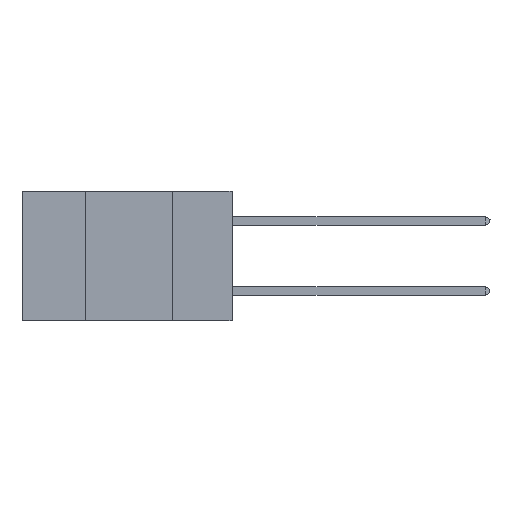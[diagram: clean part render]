
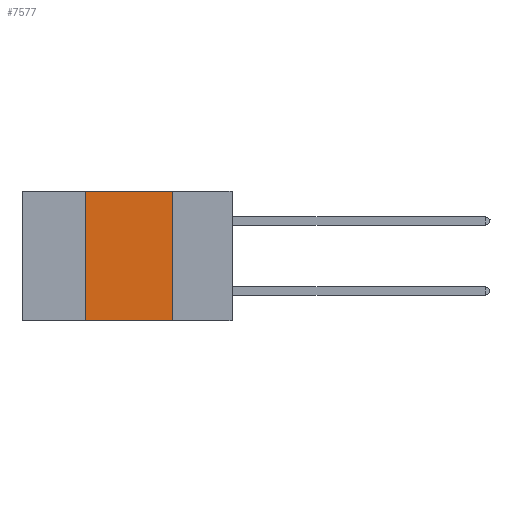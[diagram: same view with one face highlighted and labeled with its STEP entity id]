
A CAD part, left-side view. The second image highlights one B-rep face of the part: STEP entity #7577.
In plain terms, the highlighted planar face has unit normal (-1, 0, 0).
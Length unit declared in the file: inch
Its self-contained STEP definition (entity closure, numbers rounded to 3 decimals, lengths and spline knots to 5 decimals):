
#800 = VECTOR ( 'NONE', #19799, 39.37008 ) ;
#1407 = LINE ( 'NONE', #12133, #800 ) ;
#2088 = VERTEX_POINT ( 'NONE', #16117 ) ;
#2684 = DIRECTION ( 'NONE',  ( 0., -1., 0. ) ) ;
#2801 = VECTOR ( 'NONE', #2684, 39.37008 ) ;
#4710 = LINE ( 'NONE', #8147, #14173 ) ;
#7154 = ORIENTED_EDGE ( 'NONE', *, *, #12863, .T. ) ;
#7577 = ADVANCED_FACE ( 'NONE', ( #14757 ), #8101, .F. ) ;
#8101 = PLANE ( 'NONE',  #11428 ) ;
#8147 = CARTESIAN_POINT ( 'NONE',  ( 0., 0.17, 0. ) ) ;
#10924 = LINE ( 'NONE', #16138, #25178 ) ;
#11428 = AXIS2_PLACEMENT_3D ( 'NONE', #19666, #23660, #12018 ) ;
#12018 = DIRECTION ( 'NONE',  ( 0., 0., -1. ) ) ;
#12133 = CARTESIAN_POINT ( 'NONE',  ( 0., 0.42, 0. ) ) ;
#12863 = EDGE_CURVE ( 'NONE', #19035, #2088, #17078, .T. ) ;
#13590 = VERTEX_POINT ( 'NONE', #23259 ) ;
#14118 = DIRECTION ( 'NONE',  ( 0., -1., 0. ) ) ;
#14173 = VECTOR ( 'NONE', #15939, 39.37008 ) ;
#14255 = CARTESIAN_POINT ( 'NONE',  ( 0., 0.6, -0.37 ) ) ;
#14757 = FACE_OUTER_BOUND ( 'NONE', #17338, .T. ) ;
#15032 = ORIENTED_EDGE ( 'NONE', *, *, #23423, .F. ) ;
#15649 = ORIENTED_EDGE ( 'NONE', *, *, #18406, .F. ) ;
#15939 = DIRECTION ( 'NONE',  ( 0., 0., -1. ) ) ;
#16117 = CARTESIAN_POINT ( 'NONE',  ( 0., 0.17, -0.37 ) ) ;
#16138 = CARTESIAN_POINT ( 'NONE',  ( 0., 0.6, 0. ) ) ;
#17078 = LINE ( 'NONE', #14255, #2801 ) ;
#17338 = EDGE_LOOP ( 'NONE', ( #15032, #15649, #21246, #7154 ) ) ;
#18351 = VERTEX_POINT ( 'NONE', #21414 ) ;
#18406 = EDGE_CURVE ( 'NONE', #18351, #13590, #10924, .T. ) ;
#19035 = VERTEX_POINT ( 'NONE', #19341 ) ;
#19341 = CARTESIAN_POINT ( 'NONE',  ( 0., 0.42, -0.37 ) ) ;
#19666 = CARTESIAN_POINT ( 'NONE',  ( 0., 0.6, 0. ) ) ;
#19799 = DIRECTION ( 'NONE',  ( 0., 0., 1. ) ) ;
#21246 = ORIENTED_EDGE ( 'NONE', *, *, #21926, .F. ) ;
#21414 = CARTESIAN_POINT ( 'NONE',  ( 0., 0.42, 0. ) ) ;
#21926 = EDGE_CURVE ( 'NONE', #19035, #18351, #1407, .T. ) ;
#23259 = CARTESIAN_POINT ( 'NONE',  ( 0., 0.17, 0. ) ) ;
#23423 = EDGE_CURVE ( 'NONE', #13590, #2088, #4710, .T. ) ;
#23660 = DIRECTION ( 'NONE',  ( 1., 0., 0. ) ) ;
#25178 = VECTOR ( 'NONE', #14118, 39.37008 ) ;
